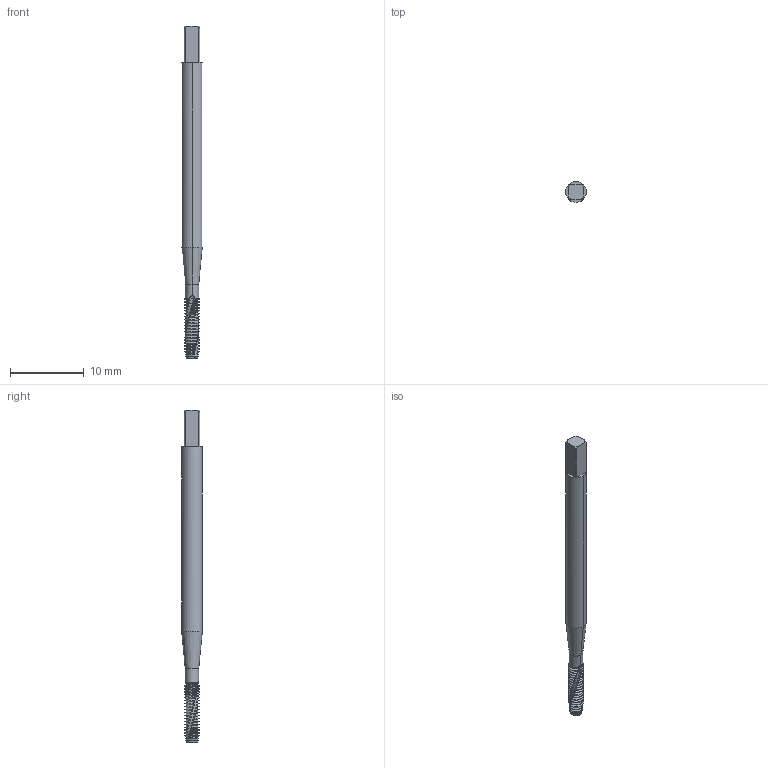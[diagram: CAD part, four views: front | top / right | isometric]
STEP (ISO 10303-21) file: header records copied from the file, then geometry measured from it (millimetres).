
FILE_DESCRIPTION(('no description'),'unknown implementation level');
FILE_NAME('soliddSF2Nyi_Oqqhb6iQnj_txdl796E_1.STP',' ',('CIM GmbH Aachen'),('CADClick - KiM GmbH - www.kimweb.de'),'unknown preprocess','ACIS','unknown authorization');
FILE_SCHEMA(('automotive_design'));
Length unit declared in the file: millimetre
Products named in the file (2): 1; 2
Bounding box: 2.8 x 2.8 x 45 mm (x, y, z)
Volume: 220.7 mm3; surface area: 457.7 mm2
Topology: 2 solids, 2 shells, 353 faces, 971 edges, 622 vertices
Faces by surface type: cone 174, cylinder 156, plane 17, bspline 4, revolution 2
Entity records: 25554 total; most frequent: CARTESIAN_POINT 6173, STYLED_ITEM 1948, PRESENTATION_STYLE_ASSIGNMENT 1948, COLOUR_RGB 1948, ORIENTED_EDGE 1942, DIRECTION 1687, EDGE_CURVE 971, CURVE_STYLE 971
